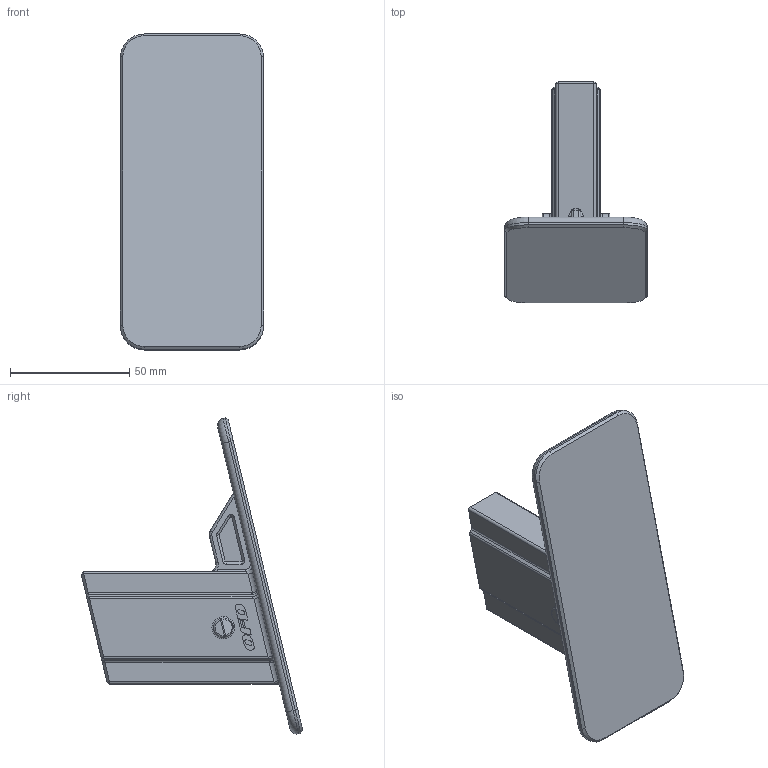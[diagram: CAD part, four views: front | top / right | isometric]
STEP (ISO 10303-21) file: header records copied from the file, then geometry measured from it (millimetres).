
FILE_DESCRIPTION (( 'STEP AP203' ), '1' );
FILE_NAME ('OFD_Angled_Talon_Stand_V1.STEP', '2022-08-12T00:14:03', ( '' ), ( '' ), 'SwSTEP 2.0', 'SolidWorks 2020', '' );
FILE_SCHEMA (( 'CONFIG_CONTROL_DESIGN' ));
Length unit declared in the file: millimetre
Products named in the file (1): OFD_Angled_Talon_Stand_V1
Bounding box: 60 x 92.83 x 132.46 mm (x, y, z)
Volume: 100486.7 mm3; surface area: 27776.4 mm2
Topology: 1 solids, 1 shells, 552 faces, 1442 edges, 908 vertices
Faces by surface type: bspline 229, plane 222, cylinder 55, torus 22, cone 18, sphere 6
Entity records: 24547 total; most frequent: CARTESIAN_POINT 12650, ORIENTED_EDGE 2852, DIRECTION 1742, EDGE_CURVE 1426, VERTEX_POINT 908, VECTOR 782, LINE 782, EDGE_LOOP 584
